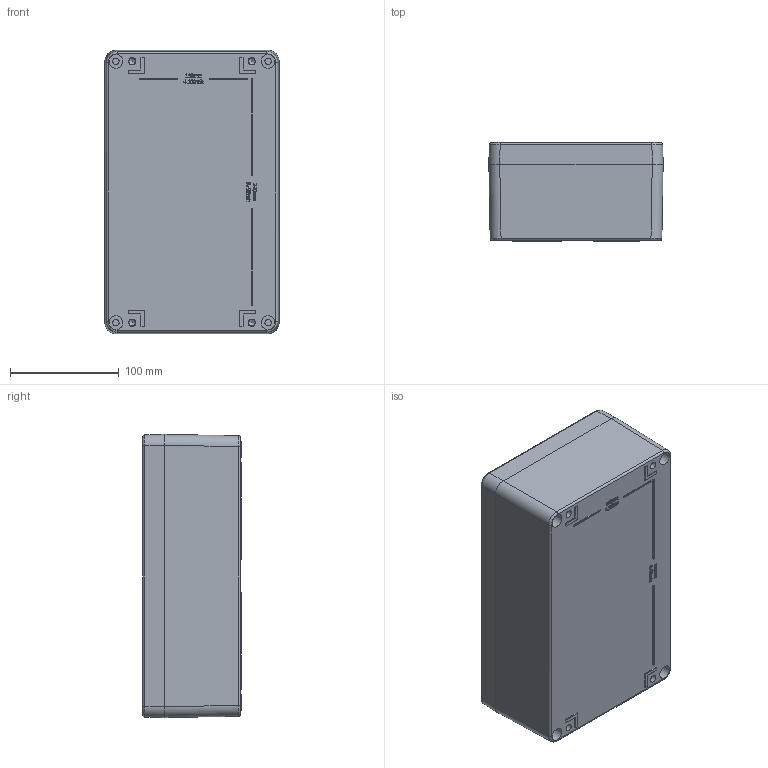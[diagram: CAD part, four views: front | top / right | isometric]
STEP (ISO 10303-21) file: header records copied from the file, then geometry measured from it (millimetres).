
FILE_DESCRIPTION (( 'STEP AP203' ), '1' );
FILE_NAME ('1590Z162GY.step', '2020-11-14T20:08:44', ( 'ADC123' ), ( 'Microsoft' ), 'SwSTEP 2.0', 'SolidWorks 2019', '' );
FILE_SCHEMA (( 'CONFIG_CONTROL_DESIGN' ));
Length unit declared in the file: inch
Products named in the file (1): 1590Z162GY
Bounding box: 160 x 90.5 x 260 mm (x, y, z)
Volume: 808192.4 mm3; surface area: 415824.5 mm2
Topology: 8 solids, 8 shells, 1142 faces, 2927 edges, 1912 vertices
Faces by surface type: plane 644, bspline 248, cone 125, cylinder 114, torus 11
Full cylindrical faces by diameter (mm): 4.4 x1, 4.871 x1, 4.917 x11, 5.28 x4, 5.5 x8, 5.88 x4, 5.971 x4, 6 x4, 6.52 x6, 6.75 x4, 7.5 x4, 8.25 x4, 12.5 x4, 14.25 x4
Entity records: 36784 total; most frequent: CARTESIAN_POINT 10797, ORIENTED_EDGE 5672, DIRECTION 4528, EDGE_CURVE 2836, VERTEX_POINT 1904, VECTOR 1786, LINE 1786, EDGE_LOOP 1374
